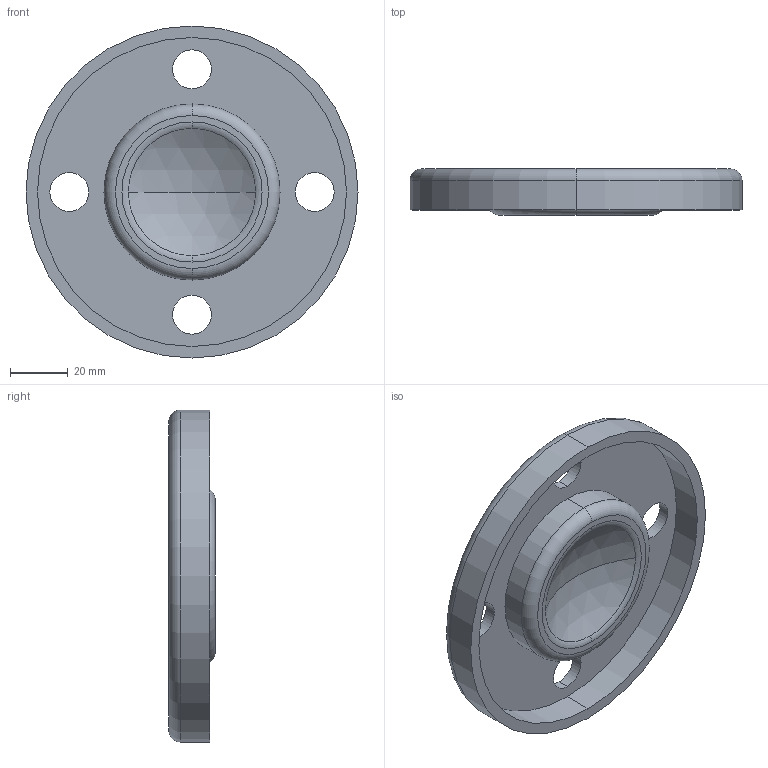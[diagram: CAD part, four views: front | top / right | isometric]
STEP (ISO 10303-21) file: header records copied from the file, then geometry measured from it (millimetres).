
FILE_DESCRIPTION (( 'STEP AP203' ), '1' );
FILE_NAME ('3D_R355_PN10_DN25_17679140.STEP', '2024-07-04T11:42:35', ( '' ), ( '' ), 'SwSTEP 2.0', 'SolidWorks 2024', '' );
FILE_SCHEMA (( 'CONFIG_CONTROL_DESIGN' ));
Length unit declared in the file: millimetre
Products named in the file (1): 3D_R355_PN10_DN25_17679140
Bounding box: 115 x 16 x 115 mm (x, y, z)
Volume: 60278.1 mm3; surface area: 32246 mm2
Topology: 1 solids, 1 shells, 33 faces, 74 edges, 48 vertices
Faces by surface type: cylinder 16, torus 8, plane 5, sphere 4
Entity records: 1047 total; most frequent: DIRECTION 200, CARTESIAN_POINT 156, ORIENTED_EDGE 148, AXIS2_PLACEMENT_3D 92, EDGE_CURVE 74, CIRCLE 58, VERTEX_POINT 48, EDGE_LOOP 46
